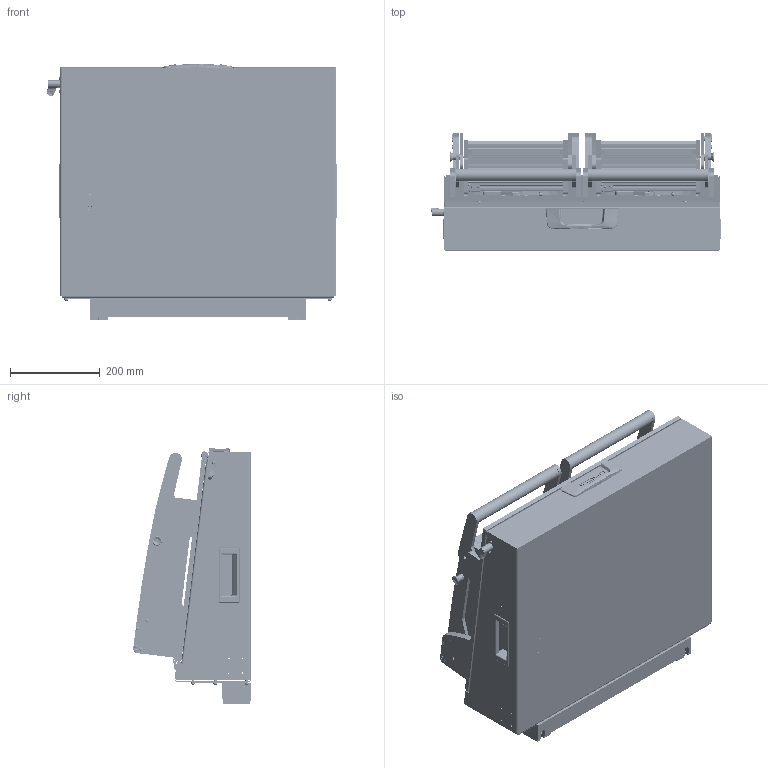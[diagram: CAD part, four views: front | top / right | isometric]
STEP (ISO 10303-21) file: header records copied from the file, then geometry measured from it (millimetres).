
FILE_DESCRIPTION (( 'STEP AP203' ), '1' );
FILE_NAME ('INGUN_33680.STEP', '2023-05-31T08:00:27', ( '' ), ( '' ), 'SwSTEP 2.0', 'SolidWorks 2021', '' );
FILE_SCHEMA (( 'CONFIG_CONTROL_DESIGN' ));
Length unit declared in the file: millimetre
Products named in the file (120): 36175~4_S; 30758_02~0_S; 110231~1_S; 47523~0_S; 30955~0_S; 110322~4_S; 40571~0_mit Lehre gebohrt<S>; 21332_02~0; 110324~0_Spring Pin 3 x 14 - St; 32724~1; 109128~0_S; 32341~6_S; K_02038~0; 109933~0_KUNDE<S>; 30915~0; DIN6325~n_04,0m6x016; 109950~0_KUNDE<S>; 29805~4_geschlossen<S>; 112034~0_S; 2281~0_180ø<Standard>; 32462~0_S; 110443~0_S; 112086~2_S; DIN6325~n_02,0m6x010; 21332~0_MA 2112<Standard>; 3366~0; 53031~0_S; 35662~11_S; 39892~7_KUNDE<S>; 32578~1_S; 35150~0_S; DIN7991~n_M05,0x020; 30112~0; ASR~asr_拱04,2x07x拌8; 40569~1_S; K_02037~0; DIN125~n_04,3 M04,0; 38786~1; 2528~0; 39894~2_KUNDE<S> ...
Assembly tree (332 placements, depth 6):
  INGUN_33680
    114904~0_ohne GF<S>
      32333~12
      21332~0_MA 2112<Standard>
        21332_02~0
        21332_01~0
      20902~0
      30758~0_S  x2
        30758_01~0_S
        30758_02~0_S
        38564~0
      53032~0_S
      32171~0_S
      32462~0_S
      29805~4_geschlossen<S>
        110322~4_S
        110705~2_S
        30984~0_S
        110231~1_S
        110443~0_S
        30112~0
        ISO7380~n_M05,0x030
        ISO7380~n_M04,0x008  x2
        DIN914~n_M04,0x05
      35334~0_S
      DIN7991~n_M05,0x012  x2
      DIN7991~n_M05,0x016
      DIN985-A2~n_M05,0  x3
      8804~0
      DIN125~n_05,3 M05,0 Fase  x2
    40900~7_KUNDE<S>
      109779~1_S
        39945~11_S
        2281~0_180ø<Standard>  x3
          2281~0
        32341~6_S
        53031~0_S
        DIN7991~n_M05,0x016  x20
        DIN7991~n_M05,0x020  x12
        DIN125~n_05,3 M05,0 Fase  x8
        DIN985-A2~n_M05,0  x8
        DIN6325~n_04,0m6x024  x2
        DIN6325~n_04,0m6x016  x4
        DIN7991~n_M03,0x016 VA  x4
        DIN912~n_M04,0x012  x2
        DIN6325~n_02,0m6x020  x2
        DIN6325~n_03,0m6x010  x8
        ISO7380~n_M05,0x008  x4
        36175~4_S  x2
        35662~11_S  x2
        35663~9_S  x2
        35649~1_S  x2
        37189~1_S  x2
        31253~0_S  x2
        30955~0_S  x2
        30915~0  x2
        ASR~asr_拱04,2x07x拌8  x4
        2528~0  x4
        31109~0  x2
        114566~0_S  x4
Bounding box: 647.5 x 262.15 x 571.82 mm (x, y, z)
Volume: 8105130.9 mm3; surface area: 3964482 mm2
Topology: 399 solids, 399 shells, 9853 faces, 24818 edges, 15732 vertices
Faces by surface type: cylinder 4258, plane 3513, cone 1434, bspline 336, torus 164, sphere 148
Entity records: 152270 total; most frequent: CARTESIAN_POINT 33219, DIRECTION 22166, ORIENTED_EDGE 20168, EDGE_CURVE 10084, AXIS2_PLACEMENT_3D 8431, VERTEX_POINT 6489, LINE 5304, VECTOR 5304
